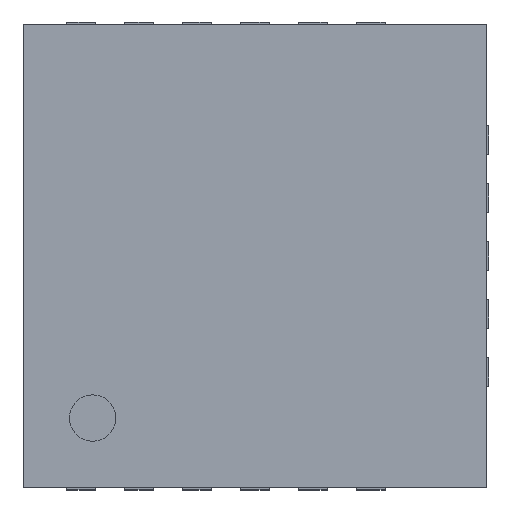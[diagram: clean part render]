
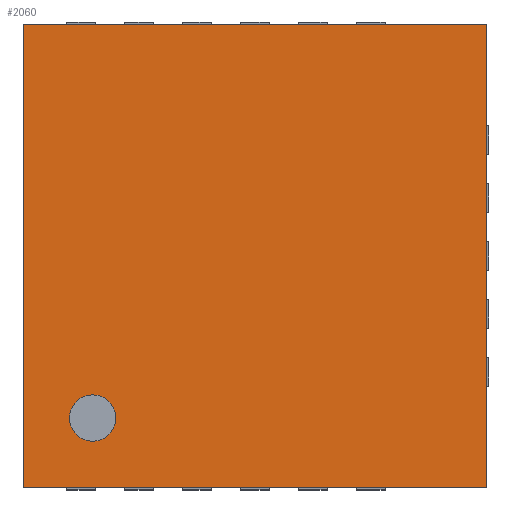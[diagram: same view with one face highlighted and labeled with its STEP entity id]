
A CAD part, top view. The second image highlights one B-rep face of the part: STEP entity #2060.
In plain terms, the highlighted planar face has unit normal (0, 0, 1).
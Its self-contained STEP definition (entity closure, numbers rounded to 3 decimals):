
#77 = VERTEX_POINT ( 'NONE', #1930 ) ;
#85 = EDGE_CURVE ( 'NONE', #1767, #77, #892, .T. ) ;
#134 = DIRECTION ( 'NONE',  ( 0., 0., -1. ) ) ;
#182 = EDGE_CURVE ( 'NONE', #4574, #77, #1959, .T. ) ;
#218 = LINE ( 'NONE', #2694, #1861 ) ;
#225 = CARTESIAN_POINT ( 'NONE',  ( -1.2, -1.4, 0.82 ) ) ;
#327 = EDGE_CURVE ( 'NONE', #2841, #3596, #2506, .T. ) ;
#371 = ORIENTED_EDGE ( 'NONE', *, *, #3307, .F. ) ;
#544 = AXIS2_PLACEMENT_3D ( 'NONE', #3701, #3337, #4133 ) ;
#820 = ORIENTED_EDGE ( 'NONE', *, *, #3811, .T. ) ;
#892 = LINE ( 'NONE', #4504, #4385 ) ;
#948 = CARTESIAN_POINT ( 'NONE',  ( -2., -2., 0.82 ) ) ;
#1130 = CARTESIAN_POINT ( 'NONE',  ( -1.6, -1.4, 0.82 ) ) ;
#1233 = CARTESIAN_POINT ( 'NONE',  ( -1.4, -1.4, 0.82 ) ) ;
#1287 = EDGE_CURVE ( 'NONE', #3855, #1767, #3398, .T. ) ;
#1410 = ORIENTED_EDGE ( 'NONE', *, *, #1287, .T. ) ;
#1470 = AXIS2_PLACEMENT_3D ( 'NONE', #2075, #2755, #1683 ) ;
#1606 = CARTESIAN_POINT ( 'NONE',  ( -2., -2., 0.82 ) ) ;
#1643 = DIRECTION ( 'NONE',  ( 1., 0., 0. ) ) ;
#1666 = ORIENTED_EDGE ( 'NONE', *, *, #182, .F. ) ;
#1683 = DIRECTION ( 'NONE',  ( 1., 0., 0. ) ) ;
#1767 = VERTEX_POINT ( 'NONE', #3874 ) ;
#1861 = VECTOR ( 'NONE', #2323, 1000. ) ;
#1930 = CARTESIAN_POINT ( 'NONE',  ( 2., 2., 0.82 ) ) ;
#1959 = LINE ( 'NONE', #3392, #3407 ) ;
#1991 = EDGE_LOOP ( 'NONE', ( #371, #1410, #2410, #1666 ) ) ;
#2017 = EDGE_LOOP ( 'NONE', ( #4151, #820 ) ) ;
#2060 = ADVANCED_FACE ( 'NONE', ( #3404, #2692 ), #3381, .T. ) ;
#2075 = CARTESIAN_POINT ( 'NONE',  ( -1.4, -1.4, 0.82 ) ) ;
#2323 = DIRECTION ( 'NONE',  ( 0., 1., 0. ) ) ;
#2330 = DIRECTION ( 'NONE',  ( 0., 1., 0. ) ) ;
#2410 = ORIENTED_EDGE ( 'NONE', *, *, #85, .T. ) ;
#2449 = AXIS2_PLACEMENT_3D ( 'NONE', #1233, #134, #4430 ) ;
#2506 = CIRCLE ( 'NONE', #1470, 0.2 ) ;
#2692 = FACE_BOUND ( 'NONE', #2017, .T. ) ;
#2694 = CARTESIAN_POINT ( 'NONE',  ( -2., -2., 0.82 ) ) ;
#2755 = DIRECTION ( 'NONE',  ( 0., 0., -1. ) ) ;
#2841 = VERTEX_POINT ( 'NONE', #225 ) ;
#3207 = VECTOR ( 'NONE', #1643, 1000. ) ;
#3307 = EDGE_CURVE ( 'NONE', #3855, #4574, #218, .T. ) ;
#3337 = DIRECTION ( 'NONE',  ( 0., 0., 1. ) ) ;
#3381 = PLANE ( 'NONE',  #544 ) ;
#3392 = CARTESIAN_POINT ( 'NONE',  ( -2., 2., 0.82 ) ) ;
#3393 = CARTESIAN_POINT ( 'NONE',  ( -2., 2., 0.82 ) ) ;
#3398 = LINE ( 'NONE', #948, #3207 ) ;
#3404 = FACE_OUTER_BOUND ( 'NONE', #1991, .T. ) ;
#3407 = VECTOR ( 'NONE', #4475, 1000. ) ;
#3596 = VERTEX_POINT ( 'NONE', #1130 ) ;
#3701 = CARTESIAN_POINT ( 'NONE',  ( -2., -2., 0.82 ) ) ;
#3811 = EDGE_CURVE ( 'NONE', #3596, #2841, #4484, .T. ) ;
#3855 = VERTEX_POINT ( 'NONE', #1606 ) ;
#3874 = CARTESIAN_POINT ( 'NONE',  ( 2., -2., 0.82 ) ) ;
#4133 = DIRECTION ( 'NONE',  ( 1., 0., 0. ) ) ;
#4151 = ORIENTED_EDGE ( 'NONE', *, *, #327, .T. ) ;
#4385 = VECTOR ( 'NONE', #2330, 1000. ) ;
#4430 = DIRECTION ( 'NONE',  ( 1., 0., 0. ) ) ;
#4475 = DIRECTION ( 'NONE',  ( 1., 0., 0. ) ) ;
#4484 = CIRCLE ( 'NONE', #2449, 0.2 ) ;
#4504 = CARTESIAN_POINT ( 'NONE',  ( 2., -2., 0.82 ) ) ;
#4574 = VERTEX_POINT ( 'NONE', #3393 ) ;
